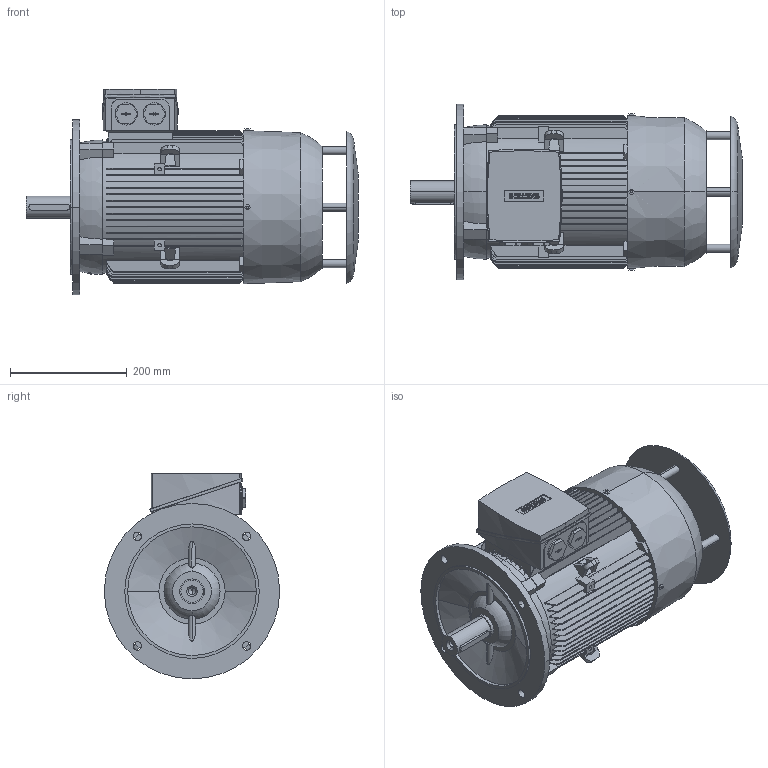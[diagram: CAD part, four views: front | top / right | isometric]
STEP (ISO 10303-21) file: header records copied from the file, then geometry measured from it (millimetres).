
FILE_DESCRIPTION(('STEP AP214'),'1');
FILE_NAME('cctmp_7667AC30-13B4-438A-A0D0-D75C9BE64F30_2023_06_26_14_41_18_0276..stp','2023-06-26T12:41:18',('SIEMENS A&D'),('CADClick - www.CADClick.com'),'Spatial InterOp 3D',' ','unknown authorization');
FILE_SCHEMA(('AUTOMOTIVE_DESIGN'));
Length unit declared in the file: millimetre
Products named in the file (1): 2023_06_26_14_41_18_0257
Bounding box: 568 x 300 x 352 mm (x, y, z)
Volume: 21308401.1 mm3; surface area: 1057324.6 mm2
Topology: 1 solids, 1 shells, 852 faces, 2409 edges, 1588 vertices
Faces by surface type: plane 469, cylinder 239, torus 124, cone 20
Entity records: 40873 total; most frequent: CARTESIAN_POINT 12278, ORIENTED_EDGE 4814, DIRECTION 4234, EDGE_CURVE 2407, VERTEX_POINT 1588, AXIS2_PLACEMENT_3D 1429, LINE 1376, VECTOR 1376
